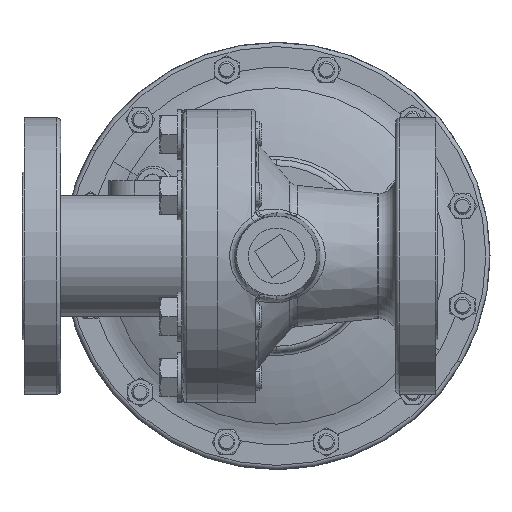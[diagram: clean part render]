
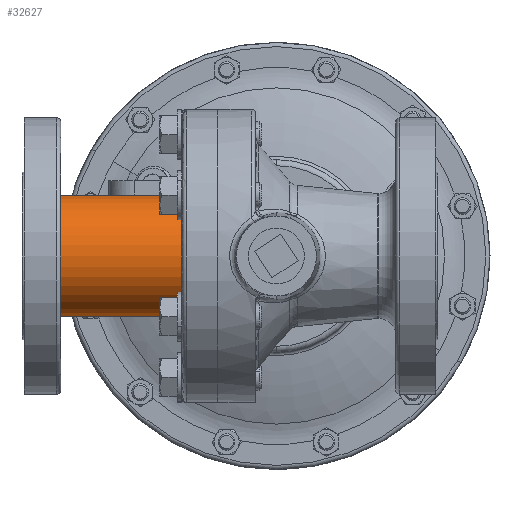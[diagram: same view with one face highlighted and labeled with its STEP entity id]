
A CAD part, front view. The second image highlights one B-rep face of the part: STEP entity #32627.
In plain terms, the highlighted cylindrical face has radius 45.974 mm (diameter 91.948 mm), a partial arc.
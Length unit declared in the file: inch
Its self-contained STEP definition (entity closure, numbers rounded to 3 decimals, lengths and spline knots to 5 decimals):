
#318 = DIRECTION ( 'NONE',  ( 1., 0., 0. ) ) ;
#2082 = DIRECTION ( 'NONE',  ( 1., 0., 0. ) ) ;
#2346 = VERTEX_POINT ( 'NONE', #10555 ) ;
#2816 = AXIS2_PLACEMENT_3D ( 'NONE', #26600, #11455, #29127 ) ;
#3896 = CARTESIAN_POINT ( 'NONE',  ( -2.82, 0., -1.81 ) ) ;
#3979 = EDGE_CURVE ( 'NONE', #2346, #21817, #24550, .T. ) ;
#5137 = ORIENTED_EDGE ( 'NONE', *, *, #8616, .T. ) ;
#5319 = ORIENTED_EDGE ( 'NONE', *, *, #20748, .F. ) ;
#6292 = CARTESIAN_POINT ( 'NONE',  ( -6.44, 0., -1.81 ) ) ;
#8407 = DIRECTION ( 'NONE',  ( 1., 0., 0. ) ) ;
#8616 = EDGE_CURVE ( 'NONE', #19270, #14983, #27562, .T. ) ;
#10555 = CARTESIAN_POINT ( 'NONE',  ( -6.44, 0., 1.81 ) ) ;
#11455 = DIRECTION ( 'NONE',  ( 1., 0., 0. ) ) ;
#12263 = CARTESIAN_POINT ( 'NONE',  ( -0.18286, 0., -1.81 ) ) ;
#13356 = CARTESIAN_POINT ( 'NONE',  ( -0.18286, 0., 1.81 ) ) ;
#13568 = ORIENTED_EDGE ( 'NONE', *, *, #24725, .T. ) ;
#14815 = DIRECTION ( 'NONE',  ( 1., 0., 0. ) ) ;
#14983 = VERTEX_POINT ( 'NONE', #3896 ) ;
#15448 = CARTESIAN_POINT ( 'NONE',  ( -6.44, 0., 0. ) ) ;
#16639 = ORIENTED_EDGE ( 'NONE', *, *, #3979, .F. ) ;
#16878 = FACE_OUTER_BOUND ( 'NONE', #18798, .T. ) ;
#17013 = VECTOR ( 'NONE', #8407, 39.37008 ) ;
#17997 = DIRECTION ( 'NONE',  ( 0., 0., -1. ) ) ;
#18241 = AXIS2_PLACEMENT_3D ( 'NONE', #15448, #318, #17997 ) ;
#18798 = EDGE_LOOP ( 'NONE', ( #16639, #13568, #5137, #5319 ) ) ;
#19270 = VERTEX_POINT ( 'NONE', #6292 ) ;
#20748 = EDGE_CURVE ( 'NONE', #21817, #14983, #23628, .T. ) ;
#21817 = VERTEX_POINT ( 'NONE', #27301 ) ;
#22841 = CYLINDRICAL_SURFACE ( 'NONE', #29749, 1.81 ) ;
#23628 = CIRCLE ( 'NONE', #2816, 1.81 ) ;
#24550 = LINE ( 'NONE', #13356, #17013 ) ;
#24725 = EDGE_CURVE ( 'NONE', #2346, #19270, #26657, .T. ) ;
#26600 = CARTESIAN_POINT ( 'NONE',  ( -2.82, 0., 0. ) ) ;
#26657 = CIRCLE ( 'NONE', #18241, 1.81 ) ;
#27301 = CARTESIAN_POINT ( 'NONE',  ( -2.82, 0., 1.81 ) ) ;
#27562 = LINE ( 'NONE', #12263, #28704 ) ;
#28704 = VECTOR ( 'NONE', #14815, 39.37008 ) ;
#29127 = DIRECTION ( 'NONE',  ( 0., 0., -1. ) ) ;
#29451 = DIRECTION ( 'NONE',  ( 0., 0., -1. ) ) ;
#29749 = AXIS2_PLACEMENT_3D ( 'NONE', #29786, #2082, #29451 ) ;
#29786 = CARTESIAN_POINT ( 'NONE',  ( -0.18286, 0., 0. ) ) ;
#32627 = ADVANCED_FACE ( 'NONE', ( #16878 ), #22841, .T. ) ;
